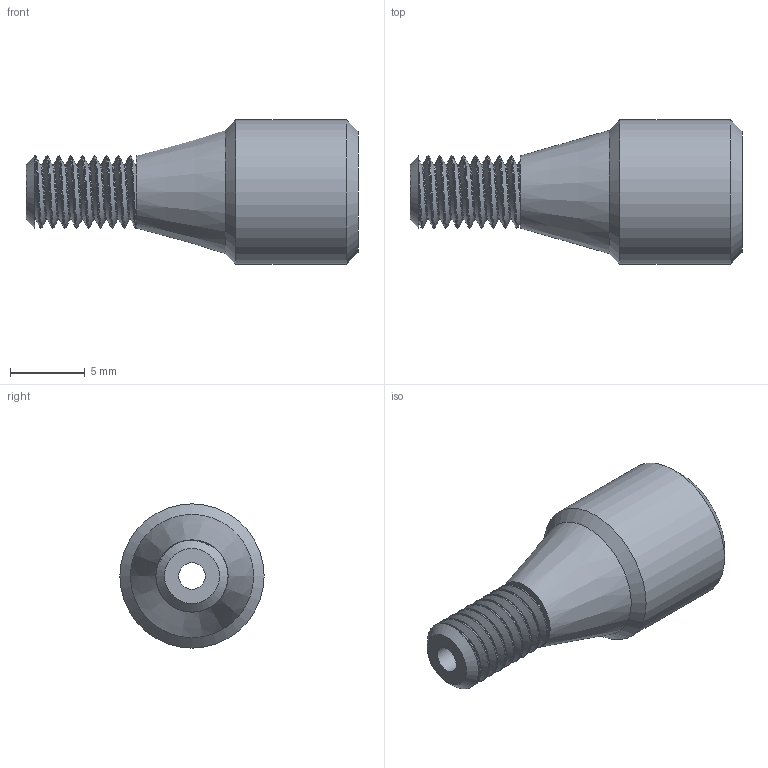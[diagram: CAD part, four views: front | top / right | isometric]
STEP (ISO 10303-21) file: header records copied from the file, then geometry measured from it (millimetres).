
FILE_DESCRIPTION((''),'2;1');
FILE_NAME('310181-ZN1FPK Internal polymeric nut.stp','2013-08-20T12:55:57',('Franzp'),(''),'Autodesk Inventor 2013','Autodesk Inventor 2013','');
FILE_SCHEMA(('AUTOMOTIVE_DESIGN { 1 0 10303 214 1 1 1 1 }'));
Length unit declared in the file: millimetre
Products named in the file (1): 330181
Bounding box: 22.23 x 9.65 x 9.65 mm (x, y, z)
Volume: 890.2 mm3; surface area: 948.9 mm2
Topology: 2 solids, 2 shells, 22 faces, 47 edges, 30 vertices
Faces by surface type: plane 6, bspline 6, cylinder 5, cone 5
Full cylindrical faces by diameter (mm): 1.77 x1, 3.649 x2, 9.652 x1
Entity records: 3826 total; most frequent: CARTESIAN_POINT 3397, ORIENTED_EDGE 70, DIRECTION 66, EDGE_LOOP 37, EDGE_CURVE 35, AXIS2_PLACEMENT_3D 33, VERTEX_POINT 28, FACE_OUTER_BOUND 22
